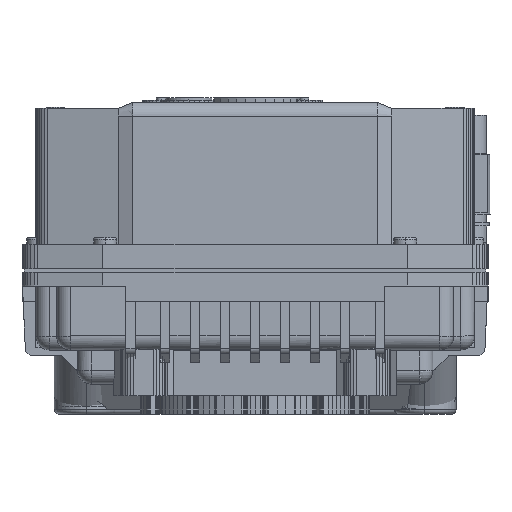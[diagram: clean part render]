
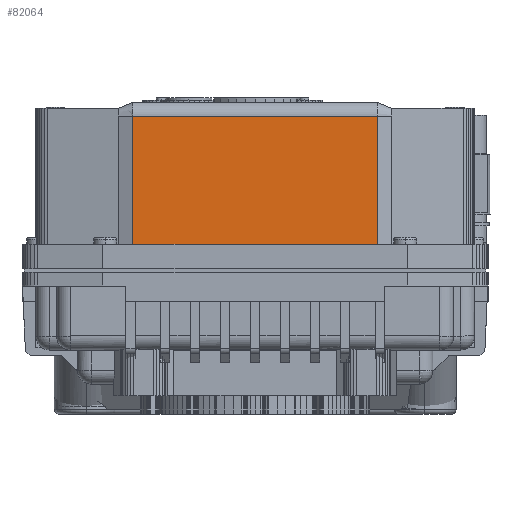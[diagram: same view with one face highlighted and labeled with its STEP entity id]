
A CAD part, left-side view. The second image highlights one B-rep face of the part: STEP entity #82064.
In plain terms, the highlighted planar face has unit normal (-1, 0, 0).
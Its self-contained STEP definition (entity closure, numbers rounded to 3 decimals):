
#79620=CARTESIAN_POINT('Vertex',(-54.81,53.08,129.)) ;
#79623=CARTESIAN_POINT('Line Origine',(-54.81,0.,129.)) ;
#79627=CARTESIAN_POINT('Vertex',(-54.81,-53.08,129.)) ;
#82026=CARTESIAN_POINT('Vertex',(-54.81,53.08,73.5)) ;
#82029=CARTESIAN_POINT('Line Origine',(-54.81,53.08,101.25)) ;
#82041=CARTESIAN_POINT('Axis2P3D Location',(-54.81,-53.08,73.5)) ;
#82046=CARTESIAN_POINT('Line Origine',(-54.81,0.,73.5)) ;
#82050=CARTESIAN_POINT('Vertex',(-54.81,-53.08,73.5)) ;
#82053=CARTESIAN_POINT('Line Origine',(-54.81,-53.08,101.25)) ;
#79625=VECTOR('Line Direction',#79624,1.) ;
#82031=VECTOR('Line Direction',#82030,1.) ;
#82048=VECTOR('Line Direction',#82047,1.) ;
#82055=VECTOR('Line Direction',#82054,1.) ;
#79624=DIRECTION('Vector Direction',(0.,1.,0.)) ;
#82030=DIRECTION('Vector Direction',(0.,0.,1.)) ;
#82042=DIRECTION('Axis2P3D Direction',(-1.,0.,0.)) ;
#82043=DIRECTION('Axis2P3D XDirection',(0.,-1.,0.)) ;
#82047=DIRECTION('Vector Direction',(0.,1.,0.)) ;
#82054=DIRECTION('Vector Direction',(0.,0.,1.)) ;
#82044=AXIS2_PLACEMENT_3D('Plane Axis2P3D',#82041,#82042,#82043) ;
#79626=LINE('Line',#79623,#79625) ;
#82032=LINE('Line',#82029,#82031) ;
#82049=LINE('Line',#82046,#82048) ;
#82056=LINE('Line',#82053,#82055) ;
#82045=PLANE('',#82044) ;
#79629=EDGE_CURVE('',#79628,#79621,#79626,.T.) ;
#82033=EDGE_CURVE('',#82027,#79621,#82032,.T.) ;
#82052=EDGE_CURVE('',#82051,#82027,#82049,.T.) ;
#82057=EDGE_CURVE('',#82051,#79628,#82056,.T.) ;
#82059=ORIENTED_EDGE('',*,*,#79629,.T.) ;
#82060=ORIENTED_EDGE('',*,*,#82033,.F.) ;
#82061=ORIENTED_EDGE('',*,*,#82052,.F.) ;
#82062=ORIENTED_EDGE('',*,*,#82057,.T.) ;
#82058=EDGE_LOOP('',(#82059,#82060,#82061,#82062)) ;
#79621=VERTEX_POINT('',#79620) ;
#79628=VERTEX_POINT('',#79627) ;
#82027=VERTEX_POINT('',#82026) ;
#82051=VERTEX_POINT('',#82050) ;
#82064=ADVANCED_FACE('34',(#82063),#82045,.T.) ;
#82063=FACE_OUTER_BOUND('',#82058,.T.) ;
